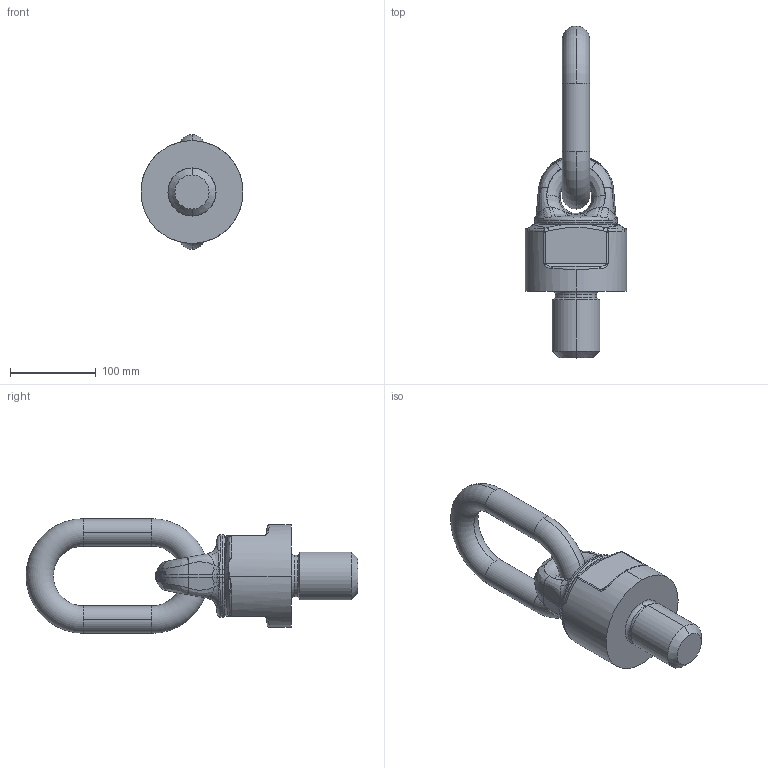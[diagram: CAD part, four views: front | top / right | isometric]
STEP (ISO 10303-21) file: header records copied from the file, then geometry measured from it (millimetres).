
FILE_DESCRIPTION(('STEP AP214'),'1');
FILE_NAME('c8001505678.stp','2018-01-22T13:40:00',('TraceParts'),('TraceParts S.A.'),'Spatial InterOp 3D',' ',' ');
FILE_SCHEMA(('automotive_design'));
Length unit declared in the file: millimetre
Products named in the file (3): c8001505678_1; c8001505678_2; c8001505678_3
Bounding box: 118.98 x 388 x 134 mm (x, y, z)
Volume: 1602324.6 mm3; surface area: 141858.9 mm2
Topology: 3 solids, 3 shells, 358 faces, 1008 edges, 637 vertices
Faces by surface type: bspline 205, plane 70, cylinder 67, cone 6, torus 6, sphere 4
Entity records: 29036 total; most frequent: CARTESIAN_POINT 18307, ORIENTED_EDGE 1984, DIRECTION 1170, EDGE_CURVE 992, VERTEX_POINT 637, AXIS2_PLACEMENT_3D 471, B_SPLINE_CURVE_WITH_KNOTS 448, STYLED_ITEM 361
